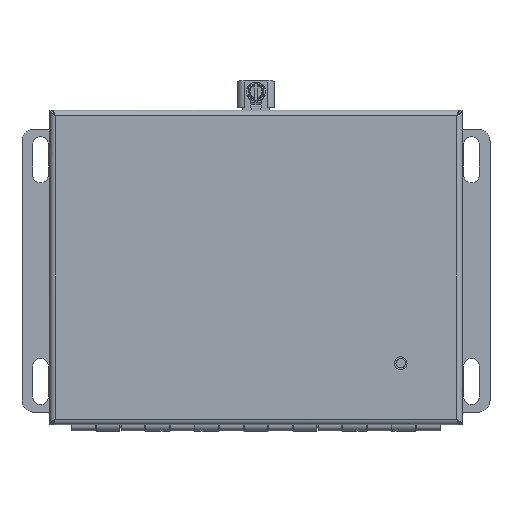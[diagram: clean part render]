
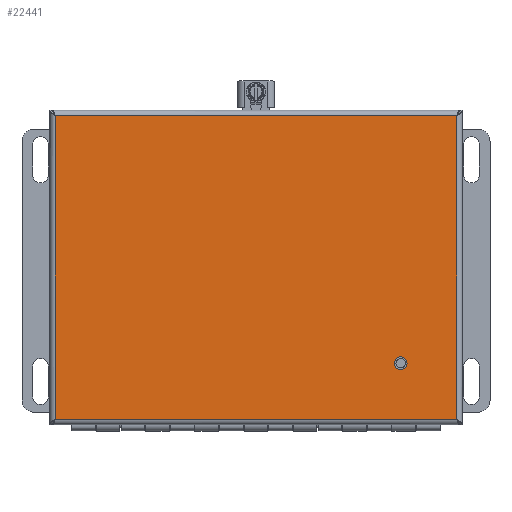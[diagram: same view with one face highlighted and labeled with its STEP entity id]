
A CAD part, top view. The second image highlights one B-rep face of the part: STEP entity #22441.
In plain terms, the highlighted planar face has unit normal (0, 0, 1).
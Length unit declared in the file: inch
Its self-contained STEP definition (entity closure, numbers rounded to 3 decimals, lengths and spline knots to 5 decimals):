
#203 = VERTEX_POINT ( 'NONE', #40885 ) ;
#295 = AXIS2_PLACEMENT_3D ( 'NONE', #36988, #49225, #44538 ) ;
#496 = VECTOR ( 'NONE', #22729, 39.37008 ) ;
#754 = ORIENTED_EDGE ( 'NONE', *, *, #5136, .T. ) ;
#933 = CARTESIAN_POINT ( 'NONE',  ( 7., 1.115, 4.185 ) ) ;
#1390 = FACE_OUTER_BOUND ( 'NONE', #14263, .T. ) ;
#4563 = DIRECTION ( 'NONE',  ( 0., 0., -1. ) ) ;
#5136 = EDGE_CURVE ( 'NONE', #203, #50188, #26867, .T. ) ;
#7351 = CIRCLE ( 'NONE', #43050, 0.09655 ) ;
#8586 = EDGE_LOOP ( 'NONE', ( #44757 ) ) ;
#8611 = ORIENTED_EDGE ( 'NONE', *, *, #11306, .T. ) ;
#9011 = EDGE_CURVE ( 'NONE', #41480, #41480, #7351, .T. ) ;
#9233 = CARTESIAN_POINT ( 'NONE',  ( 7.09655, 1.115, 4.185 ) ) ;
#11306 = EDGE_CURVE ( 'NONE', #15110, #41517, #35892, .T. ) ;
#11975 = DIRECTION ( 'NONE',  ( 0., 1., 0. ) ) ;
#14263 = EDGE_LOOP ( 'NONE', ( #17318, #754, #38569, #8611 ) ) ;
#15110 = VERTEX_POINT ( 'NONE', #44363 ) ;
#15428 = CARTESIAN_POINT ( 'NONE',  ( 8.25, 6.138, 4.185 ) ) ;
#16788 = DIRECTION ( 'NONE',  ( 1., 0., 0. ) ) ;
#17318 = ORIENTED_EDGE ( 'NONE', *, *, #46146, .T. ) ;
#17986 = LINE ( 'NONE', #21622, #20544 ) ;
#20511 = VECTOR ( 'NONE', #22967, 39.37008 ) ;
#20544 = VECTOR ( 'NONE', #49447, 39.37008 ) ;
#21402 = FACE_BOUND ( 'NONE', #8586, .T. ) ;
#21622 = CARTESIAN_POINT ( 'NONE',  ( 8.25, -0.023, 4.185 ) ) ;
#21895 = CARTESIAN_POINT ( 'NONE',  ( 8.138, 6.138, 4.185 ) ) ;
#22441 = ADVANCED_FACE ( 'NONE', ( #21402, #1390 ), #28938, .T. ) ;
#22729 = DIRECTION ( 'NONE',  ( 0., -1., 0. ) ) ;
#22967 = DIRECTION ( 'NONE',  ( -1., 0., 0. ) ) ;
#25634 = VECTOR ( 'NONE', #11975, 39.37008 ) ;
#26867 = LINE ( 'NONE', #45885, #496 ) ;
#28938 = PLANE ( 'NONE',  #295 ) ;
#35892 = LINE ( 'NONE', #47608, #25634 ) ;
#36988 = CARTESIAN_POINT ( 'NONE',  ( 8.25, 6.25, 4.185 ) ) ;
#38569 = ORIENTED_EDGE ( 'NONE', *, *, #45708, .T. ) ;
#39315 = LINE ( 'NONE', #15428, #20511 ) ;
#40885 = CARTESIAN_POINT ( 'NONE',  ( -0.013, 6.138, 4.185 ) ) ;
#41480 = VERTEX_POINT ( 'NONE', #9233 ) ;
#41517 = VERTEX_POINT ( 'NONE', #21895 ) ;
#43050 = AXIS2_PLACEMENT_3D ( 'NONE', #933, #4563, #16788 ) ;
#43614 = CARTESIAN_POINT ( 'NONE',  ( -0.013, -0.023, 4.185 ) ) ;
#44363 = CARTESIAN_POINT ( 'NONE',  ( 8.138, -0.023, 4.185 ) ) ;
#44538 = DIRECTION ( 'NONE',  ( 1., 0., 0. ) ) ;
#44757 = ORIENTED_EDGE ( 'NONE', *, *, #9011, .T. ) ;
#45708 = EDGE_CURVE ( 'NONE', #50188, #15110, #17986, .T. ) ;
#45885 = CARTESIAN_POINT ( 'NONE',  ( -0.013, 6.25, 4.185 ) ) ;
#46146 = EDGE_CURVE ( 'NONE', #41517, #203, #39315, .T. ) ;
#47608 = CARTESIAN_POINT ( 'NONE',  ( 8.138, 6.25, 4.185 ) ) ;
#49225 = DIRECTION ( 'NONE',  ( 0., 0., 1. ) ) ;
#49447 = DIRECTION ( 'NONE',  ( 1., 0., 0. ) ) ;
#50188 = VERTEX_POINT ( 'NONE', #43614 ) ;
